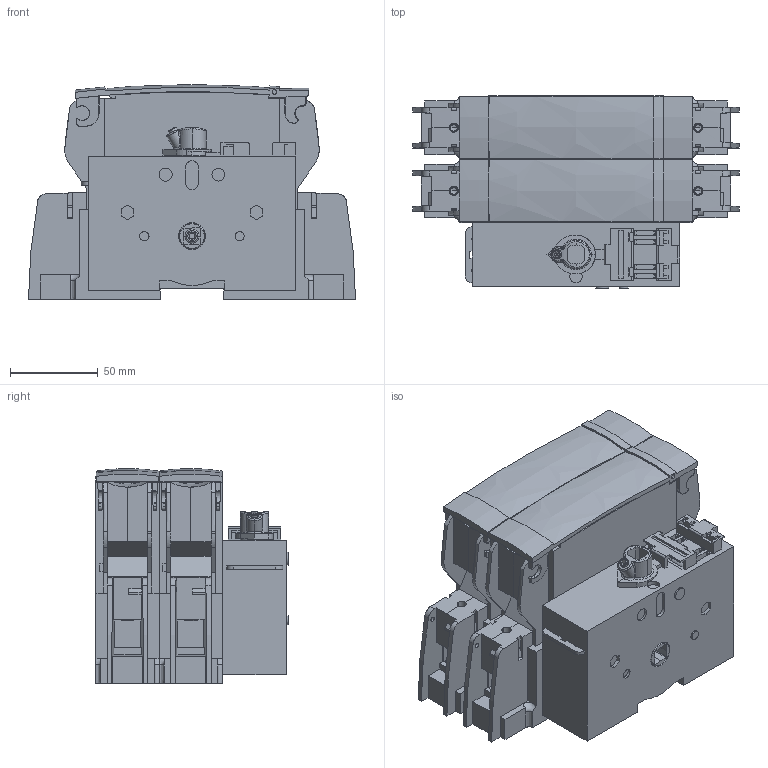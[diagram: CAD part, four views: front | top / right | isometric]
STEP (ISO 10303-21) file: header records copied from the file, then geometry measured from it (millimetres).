
FILE_DESCRIPTION (( 'STEP AP214' ), '1' );
FILE_NAME ('38612010.step', '2016-05-09T12:25:11', ( '' ), ( '' ), 'SwSTEP 2.0', 'SolidWorks 2015', '' );
FILE_SCHEMA (( 'AUTOMOTIVE_DESIGN' ));
Length unit declared in the file: inch
Products named in the file (1): 38612010
Bounding box: 186 x 109.3 x 122.25 mm (x, y, z)
Volume: 1475928 mm3; surface area: 197876.9 mm2
Topology: 5 solids, 7 shells, 1307 faces, 3614 edges, 2377 vertices
Faces by surface type: plane 762, cylinder 234, bspline 164, cone 147
Entity records: 75428 total; most frequent: CARTESIAN_POINT 44809, ORIENTED_EDGE 7228, DIRECTION 4945, EDGE_CURVE 3614, VERTEX_POINT 2377, LINE 2187, VECTOR 2187, EDGE_LOOP 1395
